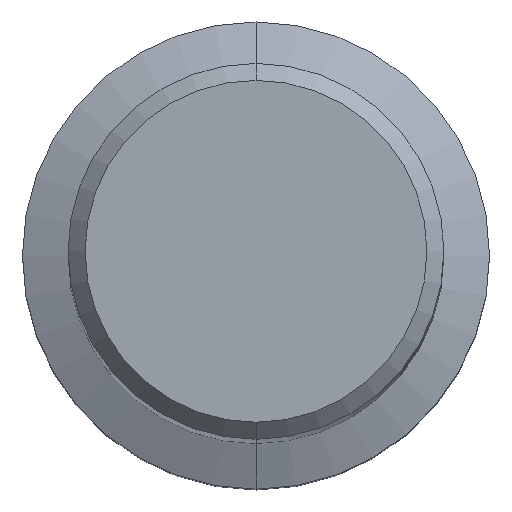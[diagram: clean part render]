
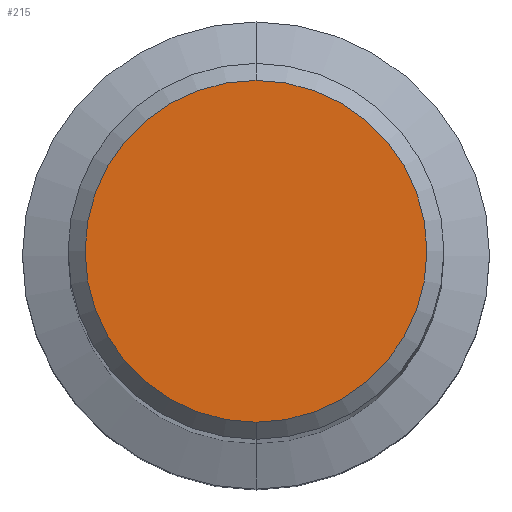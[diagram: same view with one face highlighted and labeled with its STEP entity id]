
A CAD part, top view. The second image highlights one B-rep face of the part: STEP entity #215.
In plain terms, the highlighted planar face has unit normal (0, 0, 1).
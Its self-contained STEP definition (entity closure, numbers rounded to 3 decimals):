
#215=ADVANCED_FACE('',(#575),#576,.T.);
#299=VERTEX_POINT('',#670);
#449=VERTEX_POINT('',#835);
#473=EDGE_CURVE('',#449,#299,#861,.T.);
#505=EDGE_CURVE('',#299,#449,#893,.T.);
#575=FACE_OUTER_BOUND('',#959,.T.);
#576=PLANE('',#960);
#670=CARTESIAN_POINT('',(0.0,8.05,0.0));
#835=CARTESIAN_POINT('',(0.,-8.05,0.0));
#861=CIRCLE('',#1549,8.05);
#893=CIRCLE('',#1659,8.05);
#959=EDGE_LOOP('',(#1744,#1745));
#960=AXIS2_PLACEMENT_3D('',#1746,#1747,#1748);
#1549=AXIS2_PLACEMENT_3D('',#2070,#2071,#2072);
#1659=AXIS2_PLACEMENT_3D('',#2088,#2089,#2090);
#1744=ORIENTED_EDGE('',*,*,#505,.F.);
#1745=ORIENTED_EDGE('',*,*,#473,.F.);
#1746=CARTESIAN_POINT('',(0.0,4.025,0.0));
#1747=DIRECTION('',(-0.0,0.0,1.0));
#1748=DIRECTION('',(0.0,-1.0,0.0));
#2070=CARTESIAN_POINT('',(0.0,0.0,0.0));
#2071=DIRECTION('',(0.0,0.0,-1.0));
#2072=DIRECTION('',(0.0,1.0,0.0));
#2088=CARTESIAN_POINT('',(0.0,0.0,0.0));
#2089=DIRECTION('',(0.0,0.0,-1.0));
#2090=DIRECTION('',(0.0,1.0,0.0));
